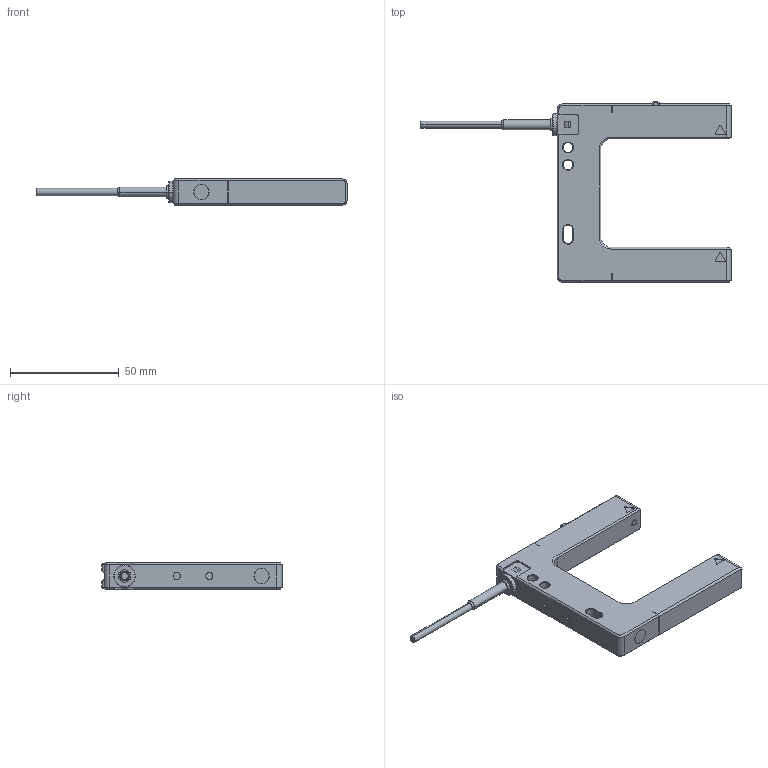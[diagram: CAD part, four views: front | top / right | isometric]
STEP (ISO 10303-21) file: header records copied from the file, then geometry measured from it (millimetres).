
FILE_DESCRIPTION((''),'2;1');
FILE_NAME('137652_SM01_ASM','2022-03-28T10:08:01',('PDMAdmin'),('BANNER ENGINEERING'),'CREO PARAMETRIC BY PTC INC, 2019292','CREO PARAMETRIC BY PTC INC, 2019292','');
FILE_SCHEMA(('CONFIG_CONTROL_DESIGN'));
Products named in the file (4): 137652_EP01; 127047; CABLE_130; 137652_SM01_ASM
Assembly tree (3 placements, depth 2):
  137652_SM01_ASM
    137652_EP01
    127047
    CABLE_130
Bounding box: 142.71 x 83 x 12 mm (x, y, z)
Volume: 42390 mm3; surface area: 14160.3 mm2
Topology: 3 solids, 3 shells, 263 faces, 622 edges, 392 vertices
Faces by surface type: plane 135, cylinder 86, cone 36, torus 6
Entity records: 7702 total; most frequent: DIRECTION 1362, CARTESIAN_POINT 1360, ORIENTED_EDGE 1244, EDGE_CURVE 622, AXIS2_PLACEMENT_3D 482, VECTOR 398, LINE 398, VERTEX_POINT 392
